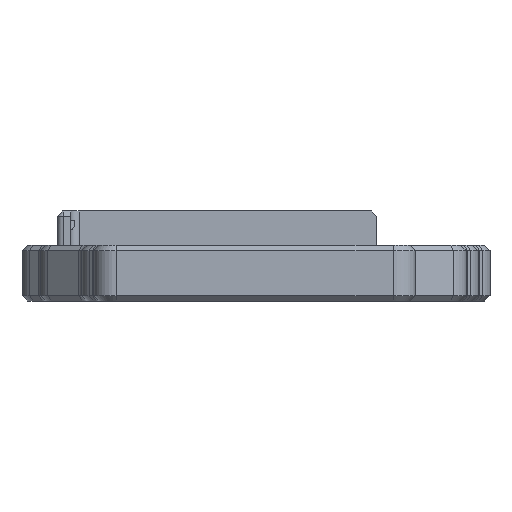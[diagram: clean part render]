
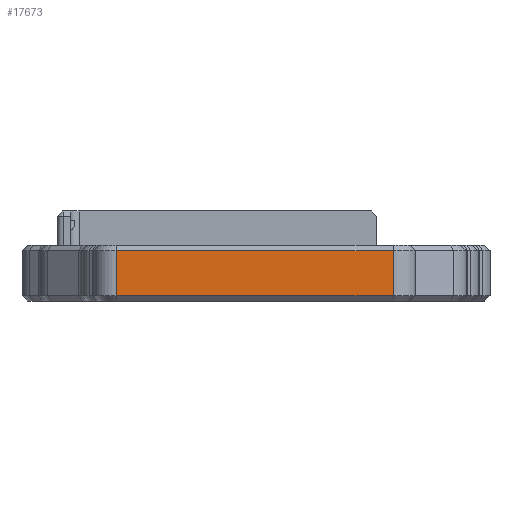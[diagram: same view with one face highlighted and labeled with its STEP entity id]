
A CAD part, left-side view. The second image highlights one B-rep face of the part: STEP entity #17673.
In plain terms, the highlighted planar face has unit normal (-1, 0, 0).
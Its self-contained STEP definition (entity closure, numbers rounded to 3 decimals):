
#1555=FACE_OUTER_BOUND('',#2539,.T.);
#2539=EDGE_LOOP('',(#12002,#12003,#12004,#12005));
#3724=LINE('',#26391,#5558);
#3734=LINE('',#26418,#5568);
#3736=LINE('',#26424,#5570);
#3737=LINE('',#26425,#5571);
#5558=VECTOR('',#20837,10.);
#5568=VECTOR('',#20865,10.);
#5570=VECTOR('',#20871,10.);
#5571=VECTOR('',#20872,10.);
#7413=VERTEX_POINT('',#26378);
#7417=VERTEX_POINT('',#26390);
#7425=VERTEX_POINT('',#26417);
#7427=VERTEX_POINT('',#26423);
#9207=EDGE_CURVE('',#7413,#7417,#3724,.T.);
#9221=EDGE_CURVE('',#7417,#7425,#3734,.T.);
#9224=EDGE_CURVE('',#7413,#7427,#3736,.T.);
#9225=EDGE_CURVE('',#7425,#7427,#3737,.T.);
#12002=ORIENTED_EDGE('',*,*,#9207,.F.);
#12003=ORIENTED_EDGE('',*,*,#9224,.T.);
#12004=ORIENTED_EDGE('',*,*,#9225,.F.);
#12005=ORIENTED_EDGE('',*,*,#9221,.F.);
#17146=PLANE('',#18740);
#17673=ADVANCED_FACE('',(#1555),#17146,.T.);
#18740=AXIS2_PLACEMENT_3D('',#26422,#20869,#20870);
#20837=DIRECTION('',(0.,1.,0.));
#20865=DIRECTION('',(0.,0.,1.));
#20869=DIRECTION('center_axis',(-1.,0.,0.));
#20870=DIRECTION('ref_axis',(0.,-1.,0.));
#20871=DIRECTION('',(0.,0.,1.));
#20872=DIRECTION('',(0.,-1.,0.));
#26378=CARTESIAN_POINT('',(-142.42,16.293,1.));
#26390=CARTESIAN_POINT('',(-142.42,69.493,1.));
#26391=CARTESIAN_POINT('',(-142.42,56.068,1.));
#26417=CARTESIAN_POINT('',(-142.42,69.493,9.7));
#26418=CARTESIAN_POINT('',(-142.42,69.493,0.));
#26422=CARTESIAN_POINT('Origin',(-142.42,69.493,0.));
#26423=CARTESIAN_POINT('',(-142.42,16.293,9.7));
#26424=CARTESIAN_POINT('',(-142.42,16.293,0.));
#26425=CARTESIAN_POINT('',(-142.42,56.068,9.7));
